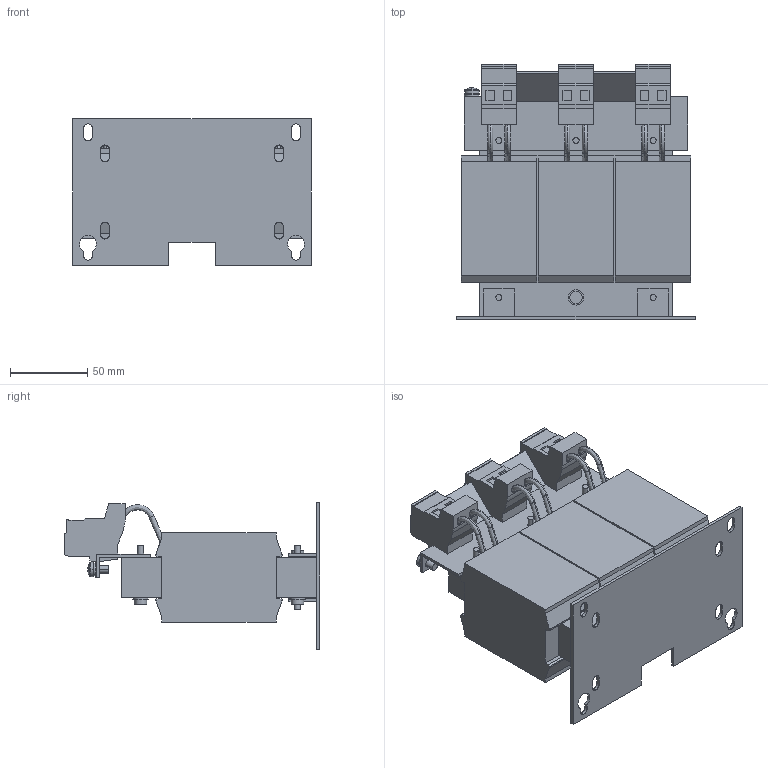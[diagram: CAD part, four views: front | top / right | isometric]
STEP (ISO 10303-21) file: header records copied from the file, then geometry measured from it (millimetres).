
FILE_DESCRIPTION (( 'STEP AP214' ), '1' );
FILE_NAME ('933082.STEP', '2024-08-29T11:51:38', ( '' ), ( '' ), 'SwSTEP 2.0', 'SolidWorks 2022', '' );
FILE_SCHEMA (( 'AUTOMOTIVE_DESIGN' ));
Length unit declared in the file: millimetre
Products named in the file (1): 933082
Bounding box: 155 x 165.8 x 95 mm (x, y, z)
Volume: 943990.4 mm3; surface area: 130824.4 mm2
Topology: 1 solids, 1 shells, 642 faces, 1734 edges, 1143 vertices
Faces by surface type: plane 468, cylinder 128, bspline 36, cone 6, torus 2, sphere 2
Entity records: 21110 total; most frequent: CARTESIAN_POINT 4868, ORIENTED_EDGE 3464, DIRECTION 3186, EDGE_CURVE 1732, VECTOR 1320, LINE 1320, VERTEX_POINT 1143, AXIS2_PLACEMENT_3D 933
